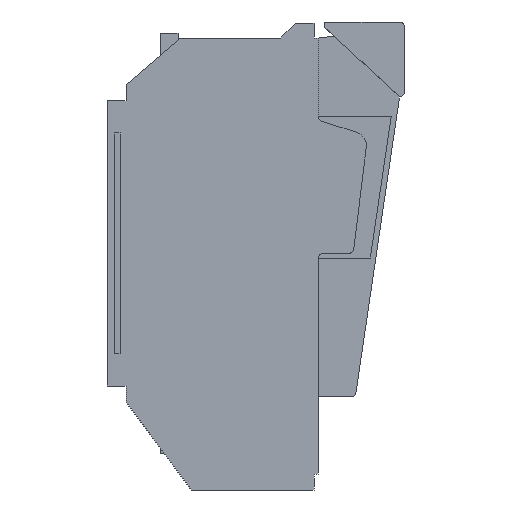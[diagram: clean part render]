
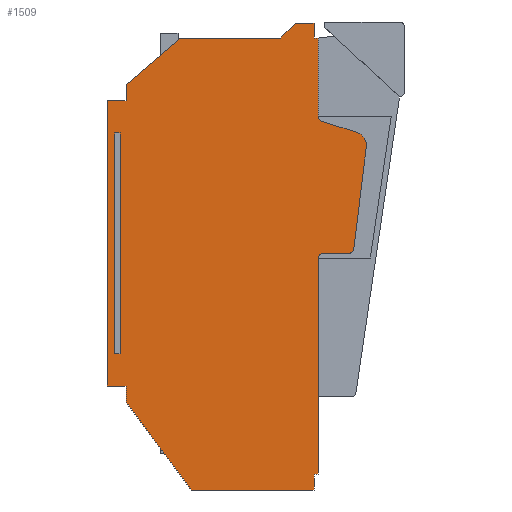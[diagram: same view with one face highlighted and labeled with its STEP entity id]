
A CAD part, front view. The second image highlights one B-rep face of the part: STEP entity #1509.
In plain terms, the highlighted planar face has unit normal (0, -1, 0).
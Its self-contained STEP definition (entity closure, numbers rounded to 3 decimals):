
#1295=AXIS2_PLACEMENT_3D('Plane Axis2P3D',#1292,#1293,#1294) ;
#1308=AXIS2_PLACEMENT_3D('Circle Axis2P3D',#1306,#1307,$) ;
#1322=AXIS2_PLACEMENT_3D('Circle Axis2P3D',#1320,#1321,$) ;
#1336=AXIS2_PLACEMENT_3D('Circle Axis2P3D',#1334,#1335,$) ;
#1446=AXIS2_PLACEMENT_3D('Circle Axis2P3D',#1444,#1445,$) ;
#120=CARTESIAN_POINT('Vertex',(0.,-162.,107.)) ;
#123=CARTESIAN_POINT('Line Origine',(7.,-162.,107.)) ;
#127=CARTESIAN_POINT('Vertex',(14.,-162.,107.)) ;
#904=CARTESIAN_POINT('Vertex',(0.,-162.,-107.)) ;
#907=CARTESIAN_POINT('Line Origine',(0.,-162.,0.)) ;
#1292=CARTESIAN_POINT('Axis2P3D Location',(0.,-162.,0.)) ;
#1297=CARTESIAN_POINT('Line Origine',(171.443,-162.,-7.5)) ;
#1301=CARTESIAN_POINT('Vertex',(162.,-162.,-7.5)) ;
#1303=CARTESIAN_POINT('Vertex',(180.886,-162.,-7.5)) ;
#1306=CARTESIAN_POINT('Axis2P3D Location',(180.886,-162.,-3.5)) ;
#1310=CARTESIAN_POINT('Vertex',(184.857,-162.,-3.987)) ;
#1313=CARTESIAN_POINT('Line Origine',(189.541,-162.,34.164)) ;
#1317=CARTESIAN_POINT('Vertex',(194.225,-162.,72.315)) ;
#1320=CARTESIAN_POINT('Axis2P3D Location',(184.3,-162.,73.534)) ;
#1324=CARTESIAN_POINT('Vertex',(187.39,-162.,83.044)) ;
#1327=CARTESIAN_POINT('Line Origine',(174.077,-162.,87.37)) ;
#1331=CARTESIAN_POINT('Vertex',(160.764,-162.,91.696)) ;
#1334=CARTESIAN_POINT('Axis2P3D Location',(162.,-162.,95.5)) ;
#1338=CARTESIAN_POINT('Vertex',(158.,-162.,95.5)) ;
#1341=CARTESIAN_POINT('Line Origine',(158.,-162.,124.75)) ;
#1345=CARTESIAN_POINT('Vertex',(158.,-162.,154.)) ;
#1348=CARTESIAN_POINT('Line Origine',(156.5,-162.,154.)) ;
#1352=CARTESIAN_POINT('Vertex',(155.,-162.,154.)) ;
#1355=CARTESIAN_POINT('Line Origine',(155.,-162.,159.5)) ;
#1359=CARTESIAN_POINT('Vertex',(155.,-162.,165.)) ;
#1362=CARTESIAN_POINT('Line Origine',(148.,-162.,165.)) ;
#1366=CARTESIAN_POINT('Vertex',(141.,-162.,165.)) ;
#1369=CARTESIAN_POINT('Line Origine',(135.5,-162.,159.5)) ;
#1373=CARTESIAN_POINT('Vertex',(130.,-162.,154.)) ;
#1376=CARTESIAN_POINT('Line Origine',(92.5,-162.,154.)) ;
#1380=CARTESIAN_POINT('Vertex',(55.,-162.,154.)) ;
#1383=CARTESIAN_POINT('Line Origine',(34.5,-162.,136.5)) ;
#1387=CARTESIAN_POINT('Vertex',(14.,-162.,119.)) ;
#1390=CARTESIAN_POINT('Line Origine',(14.,-162.,113.)) ;
#1395=CARTESIAN_POINT('Line Origine',(7.,-162.,-107.)) ;
#1399=CARTESIAN_POINT('Vertex',(14.,-162.,-107.)) ;
#1402=CARTESIAN_POINT('Line Origine',(14.,-162.,-113.)) ;
#1406=CARTESIAN_POINT('Vertex',(14.,-162.,-119.)) ;
#1409=CARTESIAN_POINT('Line Origine',(38.5,-162.,-152.)) ;
#1413=CARTESIAN_POINT('Vertex',(63.,-162.,-185.)) ;
#1416=CARTESIAN_POINT('Line Origine',(109.,-162.,-185.)) ;
#1420=CARTESIAN_POINT('Vertex',(155.,-162.,-185.)) ;
#1423=CARTESIAN_POINT('Line Origine',(155.,-162.,-179.)) ;
#1427=CARTESIAN_POINT('Vertex',(155.,-162.,-173.)) ;
#1430=CARTESIAN_POINT('Line Origine',(156.5,-162.,-173.)) ;
#1434=CARTESIAN_POINT('Vertex',(158.,-162.,-173.)) ;
#1437=CARTESIAN_POINT('Line Origine',(158.,-162.,-92.25)) ;
#1441=CARTESIAN_POINT('Vertex',(158.,-162.,-11.5)) ;
#1444=CARTESIAN_POINT('Axis2P3D Location',(162.,-162.,-11.5)) ;
#1475=CARTESIAN_POINT('Line Origine',(7.5,-162.,82.75)) ;
#1479=CARTESIAN_POINT('Vertex',(9.5,-162.,82.75)) ;
#1481=CARTESIAN_POINT('Vertex',(5.5,-162.,82.75)) ;
#1484=CARTESIAN_POINT('Line Origine',(9.5,-162.,0.)) ;
#1488=CARTESIAN_POINT('Vertex',(9.5,-162.,-82.75)) ;
#1491=CARTESIAN_POINT('Line Origine',(7.5,-162.,-82.75)) ;
#1495=CARTESIAN_POINT('Vertex',(5.5,-162.,-82.75)) ;
#1498=CARTESIAN_POINT('Line Origine',(5.5,-162.,0.)) ;
#124=DIRECTION('Vector Direction',(-1.,0.,0.)) ;
#908=DIRECTION('Vector Direction',(0.,0.,-1.)) ;
#1293=DIRECTION('Axis2P3D Direction',(0.,-1.,0.)) ;
#1294=DIRECTION('Axis2P3D XDirection',(0.,0.,-1.)) ;
#1298=DIRECTION('Vector Direction',(1.,0.,0.)) ;
#1307=DIRECTION('Axis2P3D Direction',(0.,-1.,0.)) ;
#1314=DIRECTION('Vector Direction',(0.122,0.,0.993)) ;
#1321=DIRECTION('Axis2P3D Direction',(0.,-1.,0.)) ;
#1328=DIRECTION('Vector Direction',(-0.951,0.,0.309)) ;
#1335=DIRECTION('Axis2P3D Direction',(0.,-1.,0.)) ;
#1342=DIRECTION('Vector Direction',(0.,0.,-1.)) ;
#1349=DIRECTION('Vector Direction',(1.,0.,0.)) ;
#1356=DIRECTION('Vector Direction',(0.,0.,-1.)) ;
#1363=DIRECTION('Vector Direction',(1.,0.,0.)) ;
#1370=DIRECTION('Vector Direction',(0.707,0.,0.707)) ;
#1377=DIRECTION('Vector Direction',(1.,0.,0.)) ;
#1384=DIRECTION('Vector Direction',(0.761,0.,0.649)) ;
#1391=DIRECTION('Vector Direction',(0.,0.,1.)) ;
#1396=DIRECTION('Vector Direction',(1.,0.,0.)) ;
#1403=DIRECTION('Vector Direction',(0.,0.,1.)) ;
#1410=DIRECTION('Vector Direction',(-0.596,0.,0.803)) ;
#1417=DIRECTION('Vector Direction',(-1.,0.,0.)) ;
#1424=DIRECTION('Vector Direction',(0.,0.,-1.)) ;
#1431=DIRECTION('Vector Direction',(-1.,0.,0.)) ;
#1438=DIRECTION('Vector Direction',(0.,0.,-1.)) ;
#1445=DIRECTION('Axis2P3D Direction',(0.,-1.,0.)) ;
#1476=DIRECTION('Vector Direction',(-1.,0.,0.)) ;
#1485=DIRECTION('Vector Direction',(0.,0.,-1.)) ;
#1492=DIRECTION('Vector Direction',(1.,0.,0.)) ;
#1499=DIRECTION('Vector Direction',(0.,0.,1.)) ;
#125=VECTOR('Line Direction',#124,1.) ;
#909=VECTOR('Line Direction',#908,1.) ;
#1299=VECTOR('Line Direction',#1298,1.) ;
#1315=VECTOR('Line Direction',#1314,1.) ;
#1329=VECTOR('Line Direction',#1328,1.) ;
#1343=VECTOR('Line Direction',#1342,1.) ;
#1350=VECTOR('Line Direction',#1349,1.) ;
#1357=VECTOR('Line Direction',#1356,1.) ;
#1364=VECTOR('Line Direction',#1363,1.) ;
#1371=VECTOR('Line Direction',#1370,1.) ;
#1378=VECTOR('Line Direction',#1377,1.) ;
#1385=VECTOR('Line Direction',#1384,1.) ;
#1392=VECTOR('Line Direction',#1391,1.) ;
#1397=VECTOR('Line Direction',#1396,1.) ;
#1404=VECTOR('Line Direction',#1403,1.) ;
#1411=VECTOR('Line Direction',#1410,1.) ;
#1418=VECTOR('Line Direction',#1417,1.) ;
#1425=VECTOR('Line Direction',#1424,1.) ;
#1432=VECTOR('Line Direction',#1431,1.) ;
#1439=VECTOR('Line Direction',#1438,1.) ;
#1477=VECTOR('Line Direction',#1476,1.) ;
#1486=VECTOR('Line Direction',#1485,1.) ;
#1493=VECTOR('Line Direction',#1492,1.) ;
#1500=VECTOR('Line Direction',#1499,1.) ;
#1450=ORIENTED_EDGE('',*,*,#1305,.T.) ;
#1451=ORIENTED_EDGE('',*,*,#1312,.T.) ;
#1452=ORIENTED_EDGE('',*,*,#1319,.T.) ;
#1453=ORIENTED_EDGE('',*,*,#1326,.T.) ;
#1454=ORIENTED_EDGE('',*,*,#1333,.T.) ;
#1455=ORIENTED_EDGE('',*,*,#1340,.T.) ;
#1456=ORIENTED_EDGE('',*,*,#1347,.T.) ;
#1457=ORIENTED_EDGE('',*,*,#1354,.T.) ;
#1458=ORIENTED_EDGE('',*,*,#1361,.T.) ;
#1459=ORIENTED_EDGE('',*,*,#1368,.T.) ;
#1460=ORIENTED_EDGE('',*,*,#1375,.T.) ;
#1461=ORIENTED_EDGE('',*,*,#1382,.T.) ;
#1462=ORIENTED_EDGE('',*,*,#1389,.T.) ;
#1463=ORIENTED_EDGE('',*,*,#1394,.T.) ;
#1464=ORIENTED_EDGE('',*,*,#129,.T.) ;
#1465=ORIENTED_EDGE('',*,*,#911,.T.) ;
#1466=ORIENTED_EDGE('',*,*,#1401,.T.) ;
#1467=ORIENTED_EDGE('',*,*,#1408,.T.) ;
#1468=ORIENTED_EDGE('',*,*,#1415,.T.) ;
#1469=ORIENTED_EDGE('',*,*,#1422,.T.) ;
#1470=ORIENTED_EDGE('',*,*,#1429,.T.) ;
#1471=ORIENTED_EDGE('',*,*,#1436,.T.) ;
#1472=ORIENTED_EDGE('',*,*,#1443,.T.) ;
#1473=ORIENTED_EDGE('',*,*,#1448,.T.) ;
#1504=ORIENTED_EDGE('',*,*,#1483,.F.) ;
#1505=ORIENTED_EDGE('',*,*,#1490,.T.) ;
#1506=ORIENTED_EDGE('',*,*,#1497,.F.) ;
#1507=ORIENTED_EDGE('',*,*,#1502,.T.) ;
#1508=FACE_BOUND('',#1503,.T.) ;
#1509=ADVANCED_FACE('Hauptkoerper nicht benutzen',(#1474,#1508),#1296,.T.) ;
#1309=CIRCLE('generated circle',#1308,4.) ;
#1323=CIRCLE('generated circle',#1322,10.) ;
#1337=CIRCLE('generated circle',#1336,4.) ;
#1447=CIRCLE('generated circle',#1446,4.) ;
#129=EDGE_CURVE('',#128,#121,#126,.T.) ;
#911=EDGE_CURVE('',#121,#905,#910,.T.) ;
#1305=EDGE_CURVE('',#1302,#1304,#1300,.T.) ;
#1312=EDGE_CURVE('',#1304,#1311,#1309,.T.) ;
#1319=EDGE_CURVE('',#1311,#1318,#1316,.T.) ;
#1326=EDGE_CURVE('',#1318,#1325,#1323,.T.) ;
#1333=EDGE_CURVE('',#1325,#1332,#1330,.T.) ;
#1340=EDGE_CURVE('',#1332,#1339,#1337,.F.) ;
#1347=EDGE_CURVE('',#1339,#1346,#1344,.F.) ;
#1354=EDGE_CURVE('',#1346,#1353,#1351,.F.) ;
#1361=EDGE_CURVE('',#1353,#1360,#1358,.F.) ;
#1368=EDGE_CURVE('',#1360,#1367,#1365,.F.) ;
#1375=EDGE_CURVE('',#1367,#1374,#1372,.F.) ;
#1382=EDGE_CURVE('',#1374,#1381,#1379,.F.) ;
#1389=EDGE_CURVE('',#1381,#1388,#1386,.F.) ;
#1394=EDGE_CURVE('',#1388,#128,#1393,.F.) ;
#1401=EDGE_CURVE('',#905,#1400,#1398,.T.) ;
#1408=EDGE_CURVE('',#1400,#1407,#1405,.F.) ;
#1415=EDGE_CURVE('',#1407,#1414,#1412,.F.) ;
#1422=EDGE_CURVE('',#1414,#1421,#1419,.F.) ;
#1429=EDGE_CURVE('',#1421,#1428,#1426,.F.) ;
#1436=EDGE_CURVE('',#1428,#1435,#1433,.F.) ;
#1443=EDGE_CURVE('',#1435,#1442,#1440,.F.) ;
#1448=EDGE_CURVE('',#1442,#1302,#1447,.F.) ;
#1483=EDGE_CURVE('',#1480,#1482,#1478,.T.) ;
#1490=EDGE_CURVE('',#1480,#1489,#1487,.T.) ;
#1497=EDGE_CURVE('',#1496,#1489,#1494,.T.) ;
#1502=EDGE_CURVE('',#1496,#1482,#1501,.T.) ;
#1449=EDGE_LOOP('',(#1450,#1451,#1452,#1453,#1454,#1455,#1456,#1457,#1458,#1459,#1460,#1461,#1462,#1463,#1464,#1465,#1466,#1467,#1468,#1469,#1470,#1471,#1472,#1473)) ;
#1503=EDGE_LOOP('',(#1504,#1505,#1506,#1507)) ;
#1474=FACE_OUTER_BOUND('',#1449,.T.) ;
#126=LINE('Line',#123,#125) ;
#910=LINE('Line',#907,#909) ;
#1300=LINE('Line',#1297,#1299) ;
#1316=LINE('Line',#1313,#1315) ;
#1330=LINE('Line',#1327,#1329) ;
#1344=LINE('Line',#1341,#1343) ;
#1351=LINE('Line',#1348,#1350) ;
#1358=LINE('Line',#1355,#1357) ;
#1365=LINE('Line',#1362,#1364) ;
#1372=LINE('Line',#1369,#1371) ;
#1379=LINE('Line',#1376,#1378) ;
#1386=LINE('Line',#1383,#1385) ;
#1393=LINE('Line',#1390,#1392) ;
#1398=LINE('Line',#1395,#1397) ;
#1405=LINE('Line',#1402,#1404) ;
#1412=LINE('Line',#1409,#1411) ;
#1419=LINE('Line',#1416,#1418) ;
#1426=LINE('Line',#1423,#1425) ;
#1433=LINE('Line',#1430,#1432) ;
#1440=LINE('Line',#1437,#1439) ;
#1478=LINE('Line',#1475,#1477) ;
#1487=LINE('Line',#1484,#1486) ;
#1494=LINE('Line',#1491,#1493) ;
#1501=LINE('Line',#1498,#1500) ;
#1296=PLANE('Plane',#1295) ;
#121=VERTEX_POINT('',#120) ;
#128=VERTEX_POINT('',#127) ;
#905=VERTEX_POINT('',#904) ;
#1302=VERTEX_POINT('',#1301) ;
#1304=VERTEX_POINT('',#1303) ;
#1311=VERTEX_POINT('',#1310) ;
#1318=VERTEX_POINT('',#1317) ;
#1325=VERTEX_POINT('',#1324) ;
#1332=VERTEX_POINT('',#1331) ;
#1339=VERTEX_POINT('',#1338) ;
#1346=VERTEX_POINT('',#1345) ;
#1353=VERTEX_POINT('',#1352) ;
#1360=VERTEX_POINT('',#1359) ;
#1367=VERTEX_POINT('',#1366) ;
#1374=VERTEX_POINT('',#1373) ;
#1381=VERTEX_POINT('',#1380) ;
#1388=VERTEX_POINT('',#1387) ;
#1400=VERTEX_POINT('',#1399) ;
#1407=VERTEX_POINT('',#1406) ;
#1414=VERTEX_POINT('',#1413) ;
#1421=VERTEX_POINT('',#1420) ;
#1428=VERTEX_POINT('',#1427) ;
#1435=VERTEX_POINT('',#1434) ;
#1442=VERTEX_POINT('',#1441) ;
#1480=VERTEX_POINT('',#1479) ;
#1482=VERTEX_POINT('',#1481) ;
#1489=VERTEX_POINT('',#1488) ;
#1496=VERTEX_POINT('',#1495) ;
